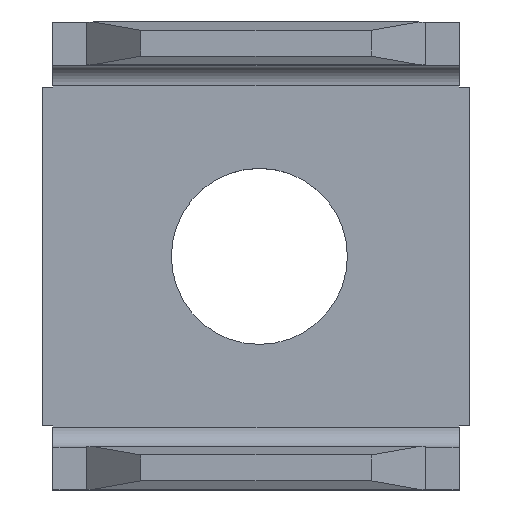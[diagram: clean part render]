
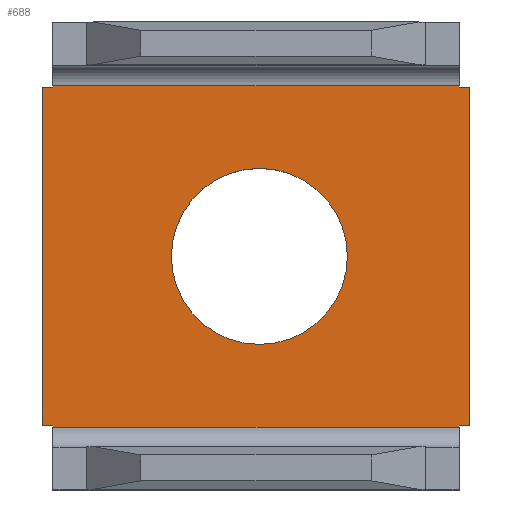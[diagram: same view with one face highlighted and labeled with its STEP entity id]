
A CAD part, top view. The second image highlights one B-rep face of the part: STEP entity #688.
In plain terms, the highlighted planar face has unit normal (0, 0, 1).
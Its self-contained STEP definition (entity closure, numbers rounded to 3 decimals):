
#14=DIRECTION('',(0.,-1.,0.));
#15=VECTOR('',#14,6.35);
#16=CARTESIAN_POINT('',(-4.001,3.175,-9.106));
#17=LINE('',#16,#15);
#22=CARTESIAN_POINT('',(0.064,0.,-9.106));
#23=DIRECTION('',(0.,0.,1.));
#24=DIRECTION('',(-1.,0.,0.));
#25=AXIS2_PLACEMENT_3D('',#22,#23,#24);
#27=CARTESIAN_POINT('',(0.064,0.,-9.106));
#28=DIRECTION('',(0.,0.,1.));
#29=DIRECTION('',(1.,0.,0.));
#30=AXIS2_PLACEMENT_3D('',#27,#28,#29);
#32=DIRECTION('',(0.,1.,0.));
#33=VECTOR('',#32,0.025);
#34=CARTESIAN_POINT('',(-3.81,-3.2,-9.106));
#35=LINE('',#34,#33);
#36=DIRECTION('',(1.,0.,0.));
#37=VECTOR('',#36,0.191);
#38=CARTESIAN_POINT('',(-4.001,-3.175,-9.106));
#39=LINE('',#38,#37);
#40=DIRECTION('',(1.,0.,0.));
#41=VECTOR('',#40,0.191);
#42=CARTESIAN_POINT('',(-4.001,3.175,-9.106));
#43=LINE('',#42,#41);
#44=DIRECTION('',(0.,-1.,0.));
#45=VECTOR('',#44,0.025);
#46=CARTESIAN_POINT('',(-3.81,3.2,-9.106));
#47=LINE('',#46,#45);
#48=DIRECTION('',(1.,0.,0.));
#49=VECTOR('',#48,7.62);
#50=CARTESIAN_POINT('',(-3.81,3.2,-9.106));
#51=LINE('',#50,#49);
#52=DIRECTION('',(0.,-1.,0.));
#53=VECTOR('',#52,0.025);
#54=CARTESIAN_POINT('',(3.81,3.2,-9.106));
#55=LINE('',#54,#53);
#56=DIRECTION('',(-1.,0.,0.));
#57=VECTOR('',#56,0.191);
#58=CARTESIAN_POINT('',(4.001,3.175,-9.106));
#59=LINE('',#58,#57);
#60=DIRECTION('',(-1.,0.,0.));
#61=VECTOR('',#60,0.191);
#62=CARTESIAN_POINT('',(4.001,-3.175,-9.106));
#63=LINE('',#62,#61);
#64=DIRECTION('',(0.,1.,0.));
#65=VECTOR('',#64,0.025);
#66=CARTESIAN_POINT('',(3.81,-3.2,-9.106));
#67=LINE('',#66,#65);
#333=DIRECTION('',(1.,0.,0.));
#334=VECTOR('',#333,7.62);
#335=CARTESIAN_POINT('',(-3.81,-3.2,-9.106));
#336=LINE('',#335,#334);
#354=DIRECTION('',(0.,-1.,0.));
#355=VECTOR('',#354,6.35);
#356=CARTESIAN_POINT('',(4.001,3.175,-9.106));
#357=LINE('',#356,#355);
#470=CARTESIAN_POINT('',(-4.001,-3.175,-9.106));
#472=VERTEX_POINT('',#470);
#474=CARTESIAN_POINT('',(-4.001,3.175,-9.106));
#476=VERTEX_POINT('',#474);
#478=CARTESIAN_POINT('',(4.001,-3.175,-9.106));
#480=VERTEX_POINT('',#478);
#482=CARTESIAN_POINT('',(4.001,3.175,-9.106));
#484=VERTEX_POINT('',#482);
#486=CARTESIAN_POINT('',(-1.588,0.,-9.106));
#487=CARTESIAN_POINT('',(1.715,0.,-9.106));
#488=VERTEX_POINT('',#486);
#489=VERTEX_POINT('',#487);
#494=CARTESIAN_POINT('',(-3.81,3.2,-9.106));
#496=VERTEX_POINT('',#494);
#498=CARTESIAN_POINT('',(3.81,3.2,-9.106));
#500=VERTEX_POINT('',#498);
#503=CARTESIAN_POINT('',(-3.81,-3.2,-9.106));
#505=VERTEX_POINT('',#503);
#507=CARTESIAN_POINT('',(3.81,-3.2,-9.106));
#509=VERTEX_POINT('',#507);
#526=CARTESIAN_POINT('',(-3.81,-3.175,-9.106));
#528=VERTEX_POINT('',#526);
#530=CARTESIAN_POINT('',(3.81,-3.175,-9.106));
#532=VERTEX_POINT('',#530);
#534=CARTESIAN_POINT('',(-3.81,3.175,-9.106));
#536=VERTEX_POINT('',#534);
#538=CARTESIAN_POINT('',(3.81,3.175,-9.106));
#540=VERTEX_POINT('',#538);
#653=CARTESIAN_POINT('',(-4.001,3.2,-9.106));
#654=DIRECTION('',(0.,0.,1.));
#655=DIRECTION('',(0.,-1.,0.));
#656=AXIS2_PLACEMENT_3D('',#653,#654,#655);
#657=PLANE('',#656);
#659=ORIENTED_EDGE('',*,*,#658,.T.);
#660=ORIENTED_EDGE('',*,*,#644,.F.);
#661=ORIENTED_EDGE('',*,*,#633,.F.);
#663=ORIENTED_EDGE('',*,*,#662,.T.);
#665=ORIENTED_EDGE('',*,*,#664,.F.);
#667=ORIENTED_EDGE('',*,*,#666,.T.);
#669=ORIENTED_EDGE('',*,*,#668,.T.);
#671=ORIENTED_EDGE('',*,*,#670,.F.);
#673=ORIENTED_EDGE('',*,*,#672,.T.);
#675=ORIENTED_EDGE('',*,*,#674,.T.);
#677=ORIENTED_EDGE('',*,*,#676,.F.);
#679=ORIENTED_EDGE('',*,*,#678,.F.);
#680=EDGE_LOOP('',(#659,#660,#661,#663,#665,#667,#669,#671,#673,#675,#677,
#679));
#681=FACE_OUTER_BOUND('',#680,.F.);
#683=ORIENTED_EDGE('',*,*,#682,.T.);
#685=ORIENTED_EDGE('',*,*,#684,.T.);
#686=EDGE_LOOP('',(#683,#685));
#687=FACE_BOUND('',#686,.F.);
#26=CIRCLE('',#25,1.651);
#31=CIRCLE('',#30,1.651);
#633=EDGE_CURVE('',#476,#472,#17,.T.);
#644=EDGE_CURVE('',#472,#528,#39,.T.);
#658=EDGE_CURVE('',#505,#528,#35,.T.);
#662=EDGE_CURVE('',#476,#536,#43,.T.);
#664=EDGE_CURVE('',#496,#536,#47,.T.);
#666=EDGE_CURVE('',#496,#500,#51,.T.);
#668=EDGE_CURVE('',#500,#540,#55,.T.);
#670=EDGE_CURVE('',#484,#540,#59,.T.);
#672=EDGE_CURVE('',#484,#480,#357,.T.);
#674=EDGE_CURVE('',#480,#532,#63,.T.);
#676=EDGE_CURVE('',#509,#532,#67,.T.);
#678=EDGE_CURVE('',#505,#509,#336,.T.);
#682=EDGE_CURVE('',#488,#489,#26,.T.);
#684=EDGE_CURVE('',#489,#488,#31,.T.);
#688=ADVANCED_FACE('',(#681,#687),#657,.T.);
